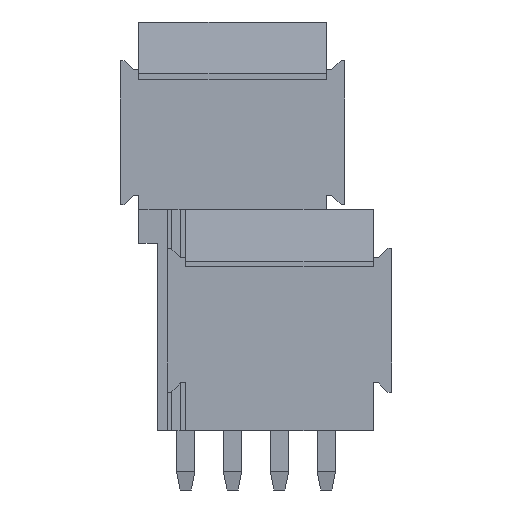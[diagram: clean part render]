
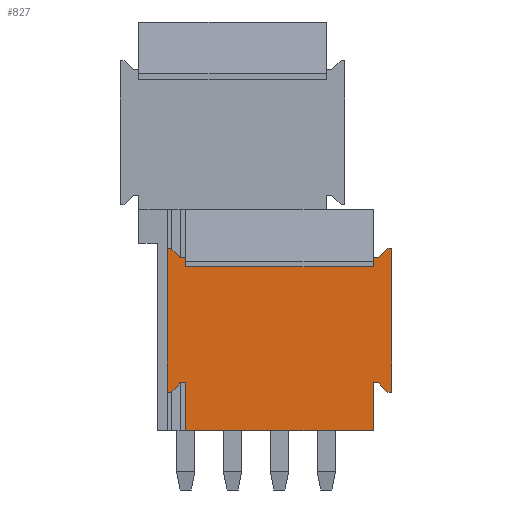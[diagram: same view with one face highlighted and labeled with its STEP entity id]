
A CAD part, front view. The second image highlights one B-rep face of the part: STEP entity #827.
In plain terms, the highlighted planar face has unit normal (0, -1, 0).
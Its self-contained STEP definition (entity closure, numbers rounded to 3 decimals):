
#688=AXIS2_PLACEMENT_3D('Plane Axis2P3D',#685,#686,#687) ;
#592=CARTESIAN_POINT('Vertex',(3.54,0.8,12.1)) ;
#595=CARTESIAN_POINT('Line Origine',(8.62,0.8,12.1)) ;
#599=CARTESIAN_POINT('Vertex',(13.7,0.8,12.1)) ;
#618=CARTESIAN_POINT('Vertex',(3.54,0.8,12.6)) ;
#621=CARTESIAN_POINT('Line Origine',(3.54,0.8,12.35)) ;
#640=CARTESIAN_POINT('Vertex',(3.54,0.8,5.8)) ;
#666=CARTESIAN_POINT('Vertex',(3.54,0.8,3.2)) ;
#669=CARTESIAN_POINT('Line Origine',(3.54,0.8,4.5)) ;
#685=CARTESIAN_POINT('Axis2P3D Location',(1.,0.8,3.2)) ;
#690=CARTESIAN_POINT('Line Origine',(3.39,0.8,12.6)) ;
#694=CARTESIAN_POINT('Vertex',(3.24,0.8,12.6)) ;
#697=CARTESIAN_POINT('Line Origine',(2.99,0.8,12.85)) ;
#701=CARTESIAN_POINT('Vertex',(2.74,0.8,13.1)) ;
#704=CARTESIAN_POINT('Line Origine',(2.64,0.8,13.1)) ;
#708=CARTESIAN_POINT('Vertex',(2.54,0.8,13.1)) ;
#711=CARTESIAN_POINT('Line Origine',(2.54,0.8,9.2)) ;
#715=CARTESIAN_POINT('Vertex',(2.54,0.8,5.3)) ;
#718=CARTESIAN_POINT('Line Origine',(2.64,0.8,5.3)) ;
#722=CARTESIAN_POINT('Vertex',(2.74,0.8,5.3)) ;
#725=CARTESIAN_POINT('Line Origine',(2.99,0.8,5.55)) ;
#729=CARTESIAN_POINT('Vertex',(3.24,0.8,5.8)) ;
#732=CARTESIAN_POINT('Line Origine',(3.39,0.8,5.8)) ;
#737=CARTESIAN_POINT('Line Origine',(8.62,0.8,3.2)) ;
#741=CARTESIAN_POINT('Vertex',(13.7,0.8,3.2)) ;
#744=CARTESIAN_POINT('Line Origine',(13.7,0.8,4.5)) ;
#748=CARTESIAN_POINT('Vertex',(13.7,0.8,5.8)) ;
#751=CARTESIAN_POINT('Line Origine',(13.85,0.8,5.8)) ;
#755=CARTESIAN_POINT('Vertex',(14.,0.8,5.8)) ;
#758=CARTESIAN_POINT('Line Origine',(14.25,0.8,5.55)) ;
#762=CARTESIAN_POINT('Vertex',(14.5,0.8,5.3)) ;
#765=CARTESIAN_POINT('Line Origine',(14.6,0.8,5.3)) ;
#769=CARTESIAN_POINT('Vertex',(14.7,0.8,5.3)) ;
#772=CARTESIAN_POINT('Line Origine',(14.7,0.8,9.2)) ;
#776=CARTESIAN_POINT('Vertex',(14.7,0.8,13.1)) ;
#779=CARTESIAN_POINT('Line Origine',(14.6,0.8,13.1)) ;
#783=CARTESIAN_POINT('Vertex',(14.5,0.8,13.1)) ;
#786=CARTESIAN_POINT('Line Origine',(14.25,0.8,12.85)) ;
#790=CARTESIAN_POINT('Vertex',(14.,0.8,12.6)) ;
#793=CARTESIAN_POINT('Line Origine',(13.85,0.8,12.6)) ;
#797=CARTESIAN_POINT('Vertex',(13.7,0.8,12.6)) ;
#800=CARTESIAN_POINT('Line Origine',(13.7,0.8,12.35)) ;
#596=DIRECTION('Vector Direction',(1.,0.,0.)) ;
#622=DIRECTION('Vector Direction',(0.,0.,1.)) ;
#670=DIRECTION('Vector Direction',(0.,0.,1.)) ;
#686=DIRECTION('Axis2P3D Direction',(-0.,1.,0.)) ;
#687=DIRECTION('Axis2P3D XDirection',(0.,0.,1.)) ;
#691=DIRECTION('Vector Direction',(-1.,0.,0.)) ;
#698=DIRECTION('Vector Direction',(-0.707,0.,0.707)) ;
#705=DIRECTION('Vector Direction',(-1.,0.,0.)) ;
#712=DIRECTION('Vector Direction',(0.,0.,-1.)) ;
#719=DIRECTION('Vector Direction',(1.,0.,0.)) ;
#726=DIRECTION('Vector Direction',(0.707,0.,0.707)) ;
#733=DIRECTION('Vector Direction',(1.,0.,0.)) ;
#738=DIRECTION('Vector Direction',(1.,0.,0.)) ;
#745=DIRECTION('Vector Direction',(0.,0.,1.)) ;
#752=DIRECTION('Vector Direction',(-1.,0.,0.)) ;
#759=DIRECTION('Vector Direction',(-0.707,0.,0.707)) ;
#766=DIRECTION('Vector Direction',(-1.,0.,0.)) ;
#773=DIRECTION('Vector Direction',(0.,0.,-1.)) ;
#780=DIRECTION('Vector Direction',(1.,0.,0.)) ;
#787=DIRECTION('Vector Direction',(0.707,0.,0.707)) ;
#794=DIRECTION('Vector Direction',(1.,0.,0.)) ;
#801=DIRECTION('Vector Direction',(0.,0.,1.)) ;
#597=VECTOR('Line Direction',#596,1.) ;
#623=VECTOR('Line Direction',#622,1.) ;
#671=VECTOR('Line Direction',#670,1.) ;
#692=VECTOR('Line Direction',#691,1.) ;
#699=VECTOR('Line Direction',#698,1.) ;
#706=VECTOR('Line Direction',#705,1.) ;
#713=VECTOR('Line Direction',#712,1.) ;
#720=VECTOR('Line Direction',#719,1.) ;
#727=VECTOR('Line Direction',#726,1.) ;
#734=VECTOR('Line Direction',#733,1.) ;
#739=VECTOR('Line Direction',#738,1.) ;
#746=VECTOR('Line Direction',#745,1.) ;
#753=VECTOR('Line Direction',#752,1.) ;
#760=VECTOR('Line Direction',#759,1.) ;
#767=VECTOR('Line Direction',#766,1.) ;
#774=VECTOR('Line Direction',#773,1.) ;
#781=VECTOR('Line Direction',#780,1.) ;
#788=VECTOR('Line Direction',#787,1.) ;
#795=VECTOR('Line Direction',#794,1.) ;
#802=VECTOR('Line Direction',#801,1.) ;
#806=ORIENTED_EDGE('',*,*,#625,.T.) ;
#807=ORIENTED_EDGE('',*,*,#696,.T.) ;
#808=ORIENTED_EDGE('',*,*,#703,.T.) ;
#809=ORIENTED_EDGE('',*,*,#710,.T.) ;
#810=ORIENTED_EDGE('',*,*,#717,.T.) ;
#811=ORIENTED_EDGE('',*,*,#724,.T.) ;
#812=ORIENTED_EDGE('',*,*,#731,.T.) ;
#813=ORIENTED_EDGE('',*,*,#736,.T.) ;
#814=ORIENTED_EDGE('',*,*,#673,.F.) ;
#815=ORIENTED_EDGE('',*,*,#743,.T.) ;
#816=ORIENTED_EDGE('',*,*,#750,.T.) ;
#817=ORIENTED_EDGE('',*,*,#757,.T.) ;
#818=ORIENTED_EDGE('',*,*,#764,.T.) ;
#819=ORIENTED_EDGE('',*,*,#771,.T.) ;
#820=ORIENTED_EDGE('',*,*,#778,.T.) ;
#821=ORIENTED_EDGE('',*,*,#785,.T.) ;
#822=ORIENTED_EDGE('',*,*,#792,.T.) ;
#823=ORIENTED_EDGE('',*,*,#799,.T.) ;
#824=ORIENTED_EDGE('',*,*,#804,.T.) ;
#825=ORIENTED_EDGE('',*,*,#601,.F.) ;
#827=ADVANCED_FACE('Housing',(#826),#689,.F.) ;
#601=EDGE_CURVE('',#593,#600,#598,.T.) ;
#625=EDGE_CURVE('',#593,#619,#624,.T.) ;
#673=EDGE_CURVE('',#667,#641,#672,.T.) ;
#696=EDGE_CURVE('',#619,#695,#693,.T.) ;
#703=EDGE_CURVE('',#695,#702,#700,.T.) ;
#710=EDGE_CURVE('',#702,#709,#707,.T.) ;
#717=EDGE_CURVE('',#709,#716,#714,.T.) ;
#724=EDGE_CURVE('',#716,#723,#721,.T.) ;
#731=EDGE_CURVE('',#723,#730,#728,.T.) ;
#736=EDGE_CURVE('',#730,#641,#735,.T.) ;
#743=EDGE_CURVE('',#667,#742,#740,.T.) ;
#750=EDGE_CURVE('',#742,#749,#747,.T.) ;
#757=EDGE_CURVE('',#749,#756,#754,.F.) ;
#764=EDGE_CURVE('',#756,#763,#761,.F.) ;
#771=EDGE_CURVE('',#763,#770,#768,.F.) ;
#778=EDGE_CURVE('',#770,#777,#775,.F.) ;
#785=EDGE_CURVE('',#777,#784,#782,.F.) ;
#792=EDGE_CURVE('',#784,#791,#789,.F.) ;
#799=EDGE_CURVE('',#791,#798,#796,.F.) ;
#804=EDGE_CURVE('',#798,#600,#803,.F.) ;
#805=EDGE_LOOP('',(#806,#807,#808,#809,#810,#811,#812,#813,#814,#815,#816,#817,#818,#819,#820,#821,#822,#823,#824,#825)) ;
#826=FACE_OUTER_BOUND('',#805,.T.) ;
#598=LINE('Line',#595,#597) ;
#624=LINE('Line',#621,#623) ;
#672=LINE('Line',#669,#671) ;
#693=LINE('Line',#690,#692) ;
#700=LINE('Line',#697,#699) ;
#707=LINE('Line',#704,#706) ;
#714=LINE('Line',#711,#713) ;
#721=LINE('Line',#718,#720) ;
#728=LINE('Line',#725,#727) ;
#735=LINE('Line',#732,#734) ;
#740=LINE('Line',#737,#739) ;
#747=LINE('Line',#744,#746) ;
#754=LINE('Line',#751,#753) ;
#761=LINE('Line',#758,#760) ;
#768=LINE('Line',#765,#767) ;
#775=LINE('Line',#772,#774) ;
#782=LINE('Line',#779,#781) ;
#789=LINE('Line',#786,#788) ;
#796=LINE('Line',#793,#795) ;
#803=LINE('Line',#800,#802) ;
#689=PLANE('',#688) ;
#593=VERTEX_POINT('',#592) ;
#600=VERTEX_POINT('',#599) ;
#619=VERTEX_POINT('',#618) ;
#641=VERTEX_POINT('',#640) ;
#667=VERTEX_POINT('',#666) ;
#695=VERTEX_POINT('',#694) ;
#702=VERTEX_POINT('',#701) ;
#709=VERTEX_POINT('',#708) ;
#716=VERTEX_POINT('',#715) ;
#723=VERTEX_POINT('',#722) ;
#730=VERTEX_POINT('',#729) ;
#742=VERTEX_POINT('',#741) ;
#749=VERTEX_POINT('',#748) ;
#756=VERTEX_POINT('',#755) ;
#763=VERTEX_POINT('',#762) ;
#770=VERTEX_POINT('',#769) ;
#777=VERTEX_POINT('',#776) ;
#784=VERTEX_POINT('',#783) ;
#791=VERTEX_POINT('',#790) ;
#798=VERTEX_POINT('',#797) ;
